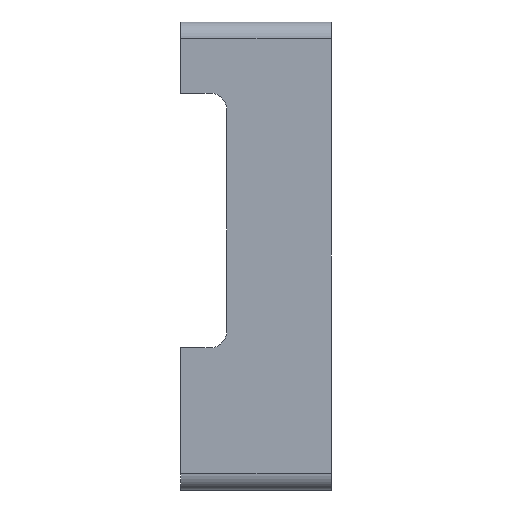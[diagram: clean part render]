
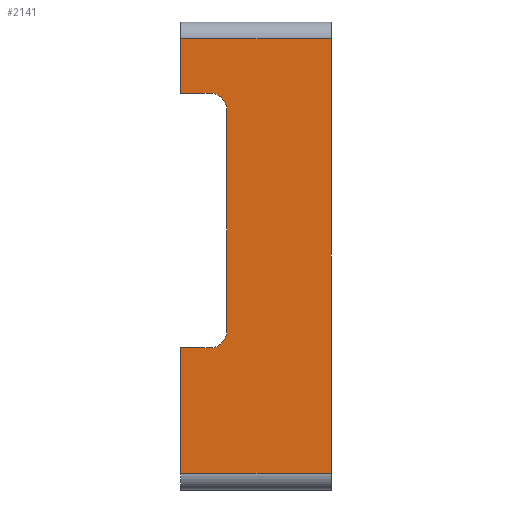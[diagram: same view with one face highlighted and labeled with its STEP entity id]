
A CAD part, left-side view. The second image highlights one B-rep face of the part: STEP entity #2141.
In plain terms, the highlighted planar face has unit normal (-1, 0, 0).
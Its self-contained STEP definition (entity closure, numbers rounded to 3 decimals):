
#156=CIRCLE('',#2366,2.);
#157=CIRCLE('',#2367,2.);
#309=FACE_OUTER_BOUND('',#442,.T.);
#442=EDGE_LOOP('',(#1784,#1785,#1786,#1787,#1788,#1789,#1790,#1791,#1792,
#1793));
#614=LINE('',#3601,#807);
#629=LINE('',#3674,#822);
#630=LINE('',#3677,#823);
#631=LINE('',#3679,#824);
#632=LINE('',#3683,#825);
#633=LINE('',#3687,#826);
#634=LINE('',#3689,#827);
#635=LINE('',#3690,#828);
#807=VECTOR('',#2828,10.);
#822=VECTOR('',#2907,10.);
#823=VECTOR('',#2910,10.);
#824=VECTOR('',#2911,10.);
#825=VECTOR('',#2914,10.);
#826=VECTOR('',#2917,10.);
#827=VECTOR('',#2918,10.);
#828=VECTOR('',#2919,10.);
#1013=VERTEX_POINT('',#3598);
#1014=VERTEX_POINT('',#3600);
#1040=VERTEX_POINT('',#3672);
#1041=VERTEX_POINT('',#3676);
#1042=VERTEX_POINT('',#3678);
#1043=VERTEX_POINT('',#3680);
#1044=VERTEX_POINT('',#3682);
#1045=VERTEX_POINT('',#3684);
#1046=VERTEX_POINT('',#3686);
#1047=VERTEX_POINT('',#3688);
#1283=EDGE_CURVE('',#1013,#1014,#614,.T.);
#1318=EDGE_CURVE('',#1040,#1013,#629,.T.);
#1319=EDGE_CURVE('',#1041,#1040,#630,.T.);
#1320=EDGE_CURVE('',#1041,#1042,#631,.T.);
#1321=EDGE_CURVE('',#1043,#1042,#156,.T.);
#1322=EDGE_CURVE('',#1043,#1044,#632,.T.);
#1323=EDGE_CURVE('',#1045,#1044,#157,.T.);
#1324=EDGE_CURVE('',#1045,#1046,#633,.T.);
#1325=EDGE_CURVE('',#1047,#1046,#634,.T.);
#1326=EDGE_CURVE('',#1014,#1047,#635,.T.);
#1784=ORIENTED_EDGE('',*,*,#1318,.F.);
#1785=ORIENTED_EDGE('',*,*,#1319,.F.);
#1786=ORIENTED_EDGE('',*,*,#1320,.T.);
#1787=ORIENTED_EDGE('',*,*,#1321,.F.);
#1788=ORIENTED_EDGE('',*,*,#1322,.T.);
#1789=ORIENTED_EDGE('',*,*,#1323,.F.);
#1790=ORIENTED_EDGE('',*,*,#1324,.T.);
#1791=ORIENTED_EDGE('',*,*,#1325,.F.);
#1792=ORIENTED_EDGE('',*,*,#1326,.F.);
#1793=ORIENTED_EDGE('',*,*,#1283,.F.);
#2037=PLANE('',#2365);
#2141=ADVANCED_FACE('',(#309),#2037,.T.);
#2365=AXIS2_PLACEMENT_3D('',#3675,#2908,#2909);
#2366=AXIS2_PLACEMENT_3D('',#3681,#2912,#2913);
#2367=AXIS2_PLACEMENT_3D('',#3685,#2915,#2916);
#2828=DIRECTION('',(0.,0.,-1.));
#2907=DIRECTION('',(0.,-1.,0.));
#2908=DIRECTION('center_axis',(-1.,0.,0.));
#2909=DIRECTION('ref_axis',(0.,0.,1.));
#2910=DIRECTION('',(0.,0.,1.));
#2911=DIRECTION('',(0.,-1.,0.));
#2912=DIRECTION('center_axis',(-1.,0.,0.));
#2913=DIRECTION('ref_axis',(0.,-0.707,0.707));
#2914=DIRECTION('',(0.,0.,-1.));
#2915=DIRECTION('center_axis',(-1.,0.,0.));
#2916=DIRECTION('ref_axis',(0.,-0.707,-0.707));
#2917=DIRECTION('',(0.,1.,0.));
#2918=DIRECTION('',(0.,0.,1.));
#2919=DIRECTION('',(0.,1.,0.));
#3598=CARTESIAN_POINT('',(-45.5,-2.,26.));
#3600=CARTESIAN_POINT('',(-45.5,-2.,-26.));
#3601=CARTESIAN_POINT('',(-45.5,-2.,-28.));
#3672=CARTESIAN_POINT('',(-45.5,16.,26.));
#3674=CARTESIAN_POINT('',(-45.5,0.,26.));
#3675=CARTESIAN_POINT('Origin',(-45.5,0.,-28.));
#3676=CARTESIAN_POINT('',(-45.5,16.,19.5));
#3677=CARTESIAN_POINT('',(-45.5,16.,-28.));
#3678=CARTESIAN_POINT('',(-45.5,12.5,19.5));
#3679=CARTESIAN_POINT('',(-45.5,8.,19.5));
#3680=CARTESIAN_POINT('',(-45.5,10.5,17.5));
#3681=CARTESIAN_POINT('Origin',(-45.5,12.5,17.5));
#3682=CARTESIAN_POINT('',(-45.5,10.5,-9.));
#3683=CARTESIAN_POINT('',(-45.5,10.5,-4.25));
#3684=CARTESIAN_POINT('',(-45.5,12.5,-11.));
#3685=CARTESIAN_POINT('Origin',(-45.5,12.5,-9.));
#3686=CARTESIAN_POINT('',(-45.5,16.,-11.));
#3687=CARTESIAN_POINT('',(-45.5,5.25,-11.));
#3688=CARTESIAN_POINT('',(-45.5,16.,-26.));
#3689=CARTESIAN_POINT('',(-45.5,16.,-28.));
#3690=CARTESIAN_POINT('',(-45.5,0.,-26.));
